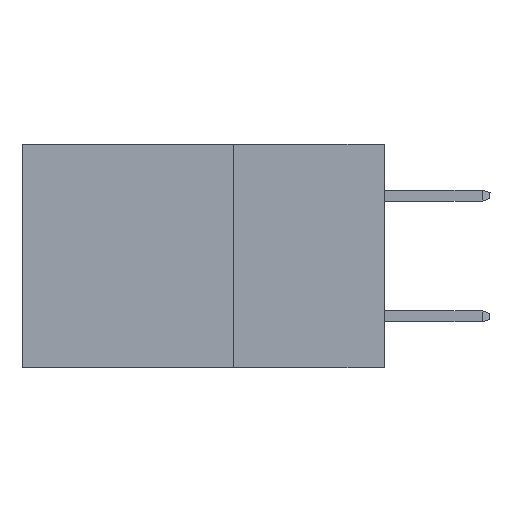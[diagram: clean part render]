
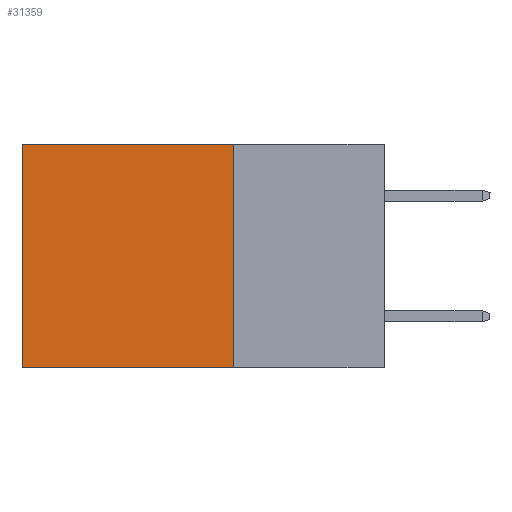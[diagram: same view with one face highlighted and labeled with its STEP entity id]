
A CAD part, left-side view. The second image highlights one B-rep face of the part: STEP entity #31359.
In plain terms, the highlighted planar face has unit normal (-1, 0, 0).
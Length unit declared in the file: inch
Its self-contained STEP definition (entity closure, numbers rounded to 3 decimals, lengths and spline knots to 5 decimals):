
#484 = VECTOR ( 'NONE', #20744, 39.37008 ) ;
#1007 = EDGE_CURVE ( 'NONE', #13820, #25901, #7700, .T. ) ;
#1631 = DIRECTION ( 'NONE',  ( 0., 1., 0. ) ) ;
#1700 = PLANE ( 'NONE',  #22641 ) ;
#2925 = ORIENTED_EDGE ( 'NONE', *, *, #18717, .T. ) ;
#4935 = CARTESIAN_POINT ( 'NONE',  ( 0.298, 0.25, -0.37 ) ) ;
#5432 = CARTESIAN_POINT ( 'NONE',  ( 0.298, 0.25, 0. ) ) ;
#5743 = EDGE_CURVE ( 'NONE', #25901, #12229, #32070, .T. ) ;
#7098 = CARTESIAN_POINT ( 'NONE',  ( 0.298, 0.25, 0. ) ) ;
#7185 = DIRECTION ( 'NONE',  ( 0., 0., -1. ) ) ;
#7700 = LINE ( 'NONE', #31285, #484 ) ;
#9285 = ORIENTED_EDGE ( 'NONE', *, *, #1007, .F. ) ;
#12229 = VERTEX_POINT ( 'NONE', #27207 ) ;
#13820 = VERTEX_POINT ( 'NONE', #7098 ) ;
#14758 = VECTOR ( 'NONE', #29414, 39.37008 ) ;
#15131 = CARTESIAN_POINT ( 'NONE',  ( 0.298, 0.25, -0.37 ) ) ;
#15225 = EDGE_CURVE ( 'NONE', #32774, #12229, #29850, .T. ) ;
#15859 = VECTOR ( 'NONE', #33316, 39.37008 ) ;
#18717 = EDGE_CURVE ( 'NONE', #13820, #32774, #21804, .T. ) ;
#18779 = FACE_OUTER_BOUND ( 'NONE', #29038, .T. ) ;
#19387 = ORIENTED_EDGE ( 'NONE', *, *, #15225, .T. ) ;
#19686 = ORIENTED_EDGE ( 'NONE', *, *, #5743, .F. ) ;
#20537 = CARTESIAN_POINT ( 'NONE',  ( 0.298, 0.25, 0. ) ) ;
#20744 = DIRECTION ( 'NONE',  ( 0., 0., -1. ) ) ;
#21249 = CARTESIAN_POINT ( 'NONE',  ( 0.298, 0.6, 0. ) ) ;
#21804 = LINE ( 'NONE', #5432, #14758 ) ;
#22641 = AXIS2_PLACEMENT_3D ( 'NONE', #20537, #23154, #7185 ) ;
#23154 = DIRECTION ( 'NONE',  ( 1., 0., 0. ) ) ;
#25901 = VERTEX_POINT ( 'NONE', #4935 ) ;
#25929 = VECTOR ( 'NONE', #1631, 39.37008 ) ;
#27207 = CARTESIAN_POINT ( 'NONE',  ( 0.298, 0.6, -0.37 ) ) ;
#29038 = EDGE_LOOP ( 'NONE', ( #19387, #19686, #9285, #2925 ) ) ;
#29414 = DIRECTION ( 'NONE',  ( 0., 1., 0. ) ) ;
#29850 = LINE ( 'NONE', #30803, #15859 ) ;
#30803 = CARTESIAN_POINT ( 'NONE',  ( 0.298, 0.6, 0. ) ) ;
#31285 = CARTESIAN_POINT ( 'NONE',  ( 0.298, 0.25, 0. ) ) ;
#31359 = ADVANCED_FACE ( 'NONE', ( #18779 ), #1700, .F. ) ;
#32070 = LINE ( 'NONE', #15131, #25929 ) ;
#32774 = VERTEX_POINT ( 'NONE', #21249 ) ;
#33316 = DIRECTION ( 'NONE',  ( 0., 0., -1. ) ) ;
